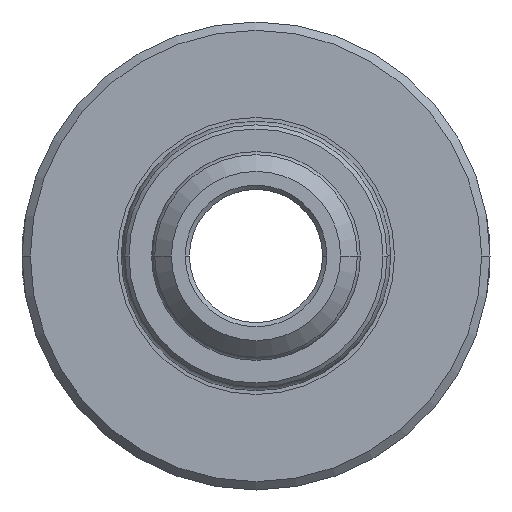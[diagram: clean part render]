
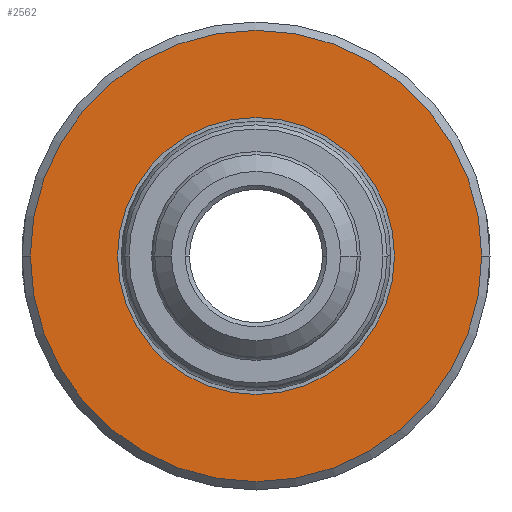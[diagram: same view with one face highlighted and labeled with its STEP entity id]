
A CAD part, left-side view. The second image highlights one B-rep face of the part: STEP entity #2562.
In plain terms, the highlighted planar face has unit normal (-1, 0, 0).
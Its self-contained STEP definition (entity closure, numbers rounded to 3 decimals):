
#2=CARTESIAN_POINT('',(-5.75,0.,
0.));
#3=DIRECTION('',(-1.,0.,0.));
#4=DIRECTION('',(0.,-1.,0.));
#5=AXIS2_PLACEMENT_3D('',#2,#3,#4);
#7=CARTESIAN_POINT('',(-5.75,0.,0.));
#8=DIRECTION('',(-1.,0.,0.));
#9=DIRECTION('',(0.,1.,0.));
#10=AXIS2_PLACEMENT_3D('',#7,#8,#9);
#17=CARTESIAN_POINT('',(-5.75,0.,0.));
#18=DIRECTION('',(1.,0.,0.));
#19=DIRECTION('',(0.,1.,0.));
#20=AXIS2_PLACEMENT_3D('',#17,#18,#19);
#31=CARTESIAN_POINT('',(-5.75,0.,0.));
#32=DIRECTION('',(-1.,0.,0.));
#33=DIRECTION('',(0.,1.,0.));
#34=AXIS2_PLACEMENT_3D('',#31,#32,#33);
#2169=CARTESIAN_POINT('',(-5.75,6.65,0.));
#2170=CARTESIAN_POINT('',(-5.75,-6.65,0.));
#2171=VERTEX_POINT('',#2169);
#2172=VERTEX_POINT('',#2170);
#2201=CARTESIAN_POINT('',(-5.75,-10.84,0.));
#2202=CARTESIAN_POINT('',(-5.75,10.84,0.));
#2203=VERTEX_POINT('',#2201);
#2204=VERTEX_POINT('',#2202);
#2545=CARTESIAN_POINT('',(-5.75,0.,0.));
#2546=DIRECTION('',(1.,0.,0.));
#2547=DIRECTION('',(0.,-1.,0.));
#2548=AXIS2_PLACEMENT_3D('',#2545,#2546,#2547);
#2549=PLANE('',#2548);
#2551=ORIENTED_EDGE('',*,*,#2550,.F.);
#2553=ORIENTED_EDGE('',*,*,#2552,.F.);
#2554=EDGE_LOOP('',(#2551,#2553));
#2555=FACE_OUTER_BOUND('',#2554,.F.);
#2557=ORIENTED_EDGE('',*,*,#2556,.F.);
#2559=ORIENTED_EDGE('',*,*,#2558,.T.);
#2560=EDGE_LOOP('',(#2557,#2559));
#2561=FACE_BOUND('',#2560,.F.);
#2562=ADVANCED_FACE('',(#2555,#2561),#2549,.F.);
#6=CIRCLE('',#5,10.84);
#11=CIRCLE('',#10,10.84);
#21=CIRCLE('',#20,6.65);
#35=CIRCLE('',#34,6.65);
#2550=EDGE_CURVE('',#2203,#2204,#6,.T.);
#2552=EDGE_CURVE('',#2204,#2203,#11,.T.);
#2556=EDGE_CURVE('',#2171,#2172,#21,.T.);
#2558=EDGE_CURVE('',#2171,#2172,#35,.T.);
